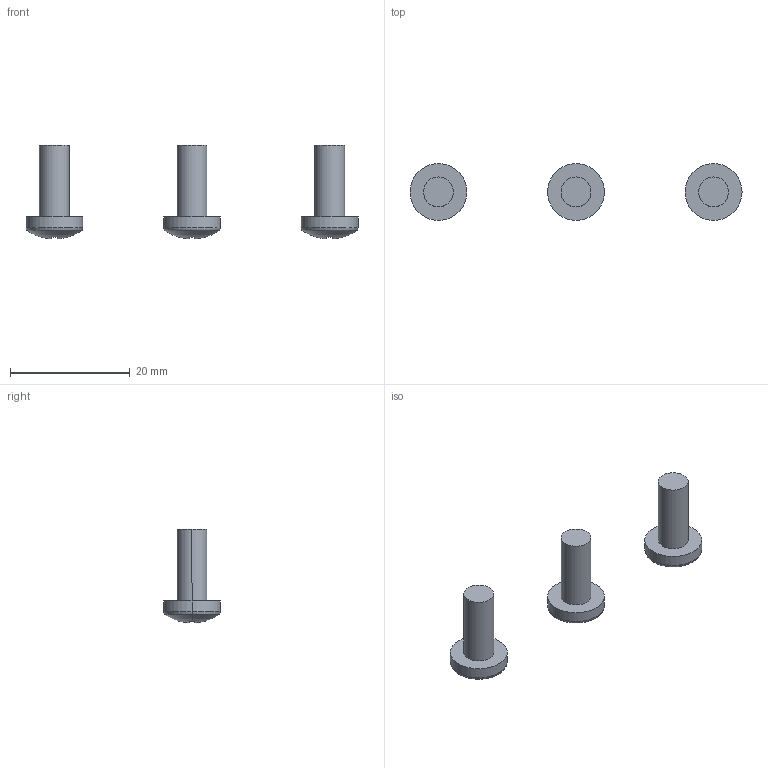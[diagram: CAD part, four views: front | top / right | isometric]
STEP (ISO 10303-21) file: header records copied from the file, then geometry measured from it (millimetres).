
FILE_DESCRIPTION((''),'2;1');
FILE_NAME('MICROSEMI_D1_FLIP_Part2.stp','2012-07-30T16:20:09',(''),(''),'Mechanical Desktop 2011','Mechanical Desktop 2011',', , ');
FILE_SCHEMA(('AUTOMOTIVE_DESIGN { 1 2 10303 214 1 1 1 1 }'));
Length unit declared in the file: millimetre
Products named in the file (1): Product
Bounding box: 55.5 x 9.5 x 15.67 mm (x, y, z)
Volume: 1301.5 mm3; surface area: 1268.8 mm2
Topology: 3 solids, 3 shells, 69 faces, 147 edges, 87 vertices
Faces by surface type: plane 45, cylinder 12, sphere 6, torus 6
Entity records: 1907 total; most frequent: DIRECTION 374, CARTESIAN_POINT 304, ORIENTED_EDGE 294, AXIS2_PLACEMENT_3D 157, EDGE_CURVE 147, VERTEX_POINT 87, CIRCLE 87, EDGE_LOOP 72
